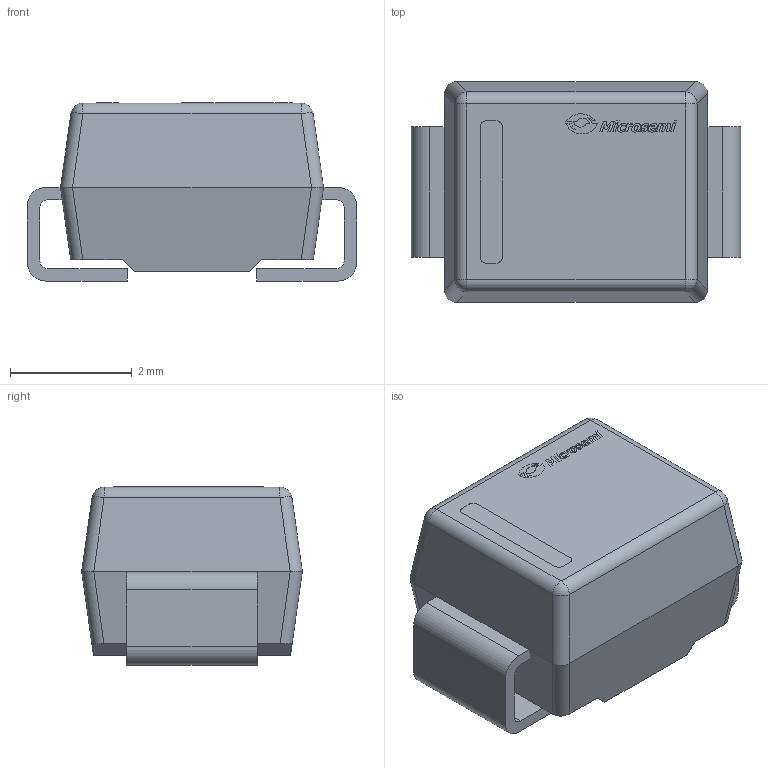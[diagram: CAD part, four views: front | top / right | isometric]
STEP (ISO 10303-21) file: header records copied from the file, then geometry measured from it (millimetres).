
FILE_DESCRIPTION(/* description */ (''),/* implementation_level */ '2;1');
FILE_NAME(/* name */ '1.stp',/* time_stamp */ '2019-10-18T08:42:28+02:00',/* author */ ('k'),/* organization */ (''),/* preprocessor_version */ 'ST-DEVELOPER v15.6',/* originating_system */ 'Autodesk Inventor 2015',/* authorisation */ '');
FILE_SCHEMA (('AUTOMOTIVE_DESIGN { 1 0 10303 214 3 1 1 }'));
Length unit declared in the file: millimetre
Products named in the file (4): 1; 2; MicroSemi Logo
Bounding box: 5.4 x 3.62 x 2.92 mm (x, y, z)
Volume: 40.8 mm3; surface area: 101.5 mm2
Topology: 16 solids, 16 shells, 238 faces, 598 edges, 392 vertices
Faces by surface type: plane 131, bspline 70, cylinder 33, sphere 4
Entity records: 7523 total; most frequent: CARTESIAN_POINT 2145, ORIENTED_EDGE 1196, DIRECTION 870, EDGE_CURVE 598, LINE 396, VECTOR 396, VERTEX_POINT 392, EDGE_LOOP 244
